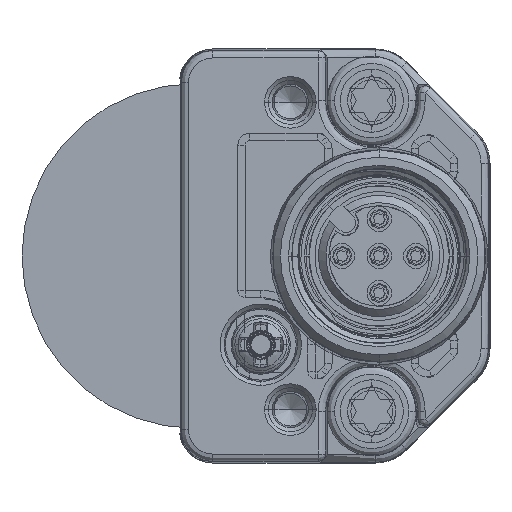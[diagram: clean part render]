
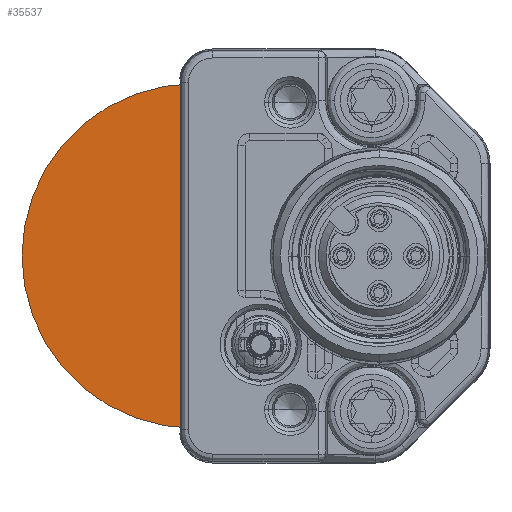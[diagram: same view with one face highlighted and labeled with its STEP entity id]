
A CAD part, left-side view. The second image highlights one B-rep face of the part: STEP entity #35537.
In plain terms, the highlighted face is planar.
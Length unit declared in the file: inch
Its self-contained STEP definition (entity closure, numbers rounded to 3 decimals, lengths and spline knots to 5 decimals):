
#35456=DIRECTION('',(1.,0.,0.));
#35457=VECTOR('',#35456,23.3);
#35458=CARTESIAN_POINT('',(-11.65,0.,0.));
#35459=LINE('',#35458,#35457);
#35460=DIRECTION('',(0.,1.,0.));
#35461=VECTOR('',#35460,1.5);
#35462=CARTESIAN_POINT('',(11.65,0.,0.));
#35463=LINE('',#35462,#35461);
#35464=CARTESIAN_POINT('',(0.,1.5,0.));
#35465=DIRECTION('',(0.,0.,1.));
#35466=DIRECTION('',(1.,0.,0.));
#35467=AXIS2_PLACEMENT_3D('',#35464,#35465,#35466);
#35469=DIRECTION('',(0.,-1.,0.));
#35470=VECTOR('',#35469,1.5);
#35471=CARTESIAN_POINT('',(-11.65,1.5,0.));
#35472=LINE('',#35471,#35470);
#35506=CARTESIAN_POINT('',(-11.65,0.,0.));
#35507=CARTESIAN_POINT('',(11.65,0.,0.));
#35508=VERTEX_POINT('',#35506);
#35509=VERTEX_POINT('',#35507);
#35510=CARTESIAN_POINT('',(11.65,1.5,0.));
#35511=VERTEX_POINT('',#35510);
#35512=CARTESIAN_POINT('',(-11.65,1.5,0.));
#35513=VERTEX_POINT('',#35512);
#35522=CARTESIAN_POINT('',(0.,0.,0.));
#35523=DIRECTION('',(0.,0.,1.));
#35524=DIRECTION('',(1.,0.,0.));
#35525=AXIS2_PLACEMENT_3D('',#35522,#35523,#35524);
#35526=PLANE('',#35525);
#35528=ORIENTED_EDGE('',*,*,#35527,.T.);
#35530=ORIENTED_EDGE('',*,*,#35529,.T.);
#35532=ORIENTED_EDGE('',*,*,#35531,.T.);
#35534=ORIENTED_EDGE('',*,*,#35533,.T.);
#35535=EDGE_LOOP('',(#35528,#35530,#35532,#35534));
#35536=FACE_OUTER_BOUND('',#35535,.F.);
#35537=ADVANCED_FACE('',(#35536),#35526,.F.);
#35468=CIRCLE('',#35467,11.65);
#35527=EDGE_CURVE('',#35508,#35509,#35459,.T.);
#35529=EDGE_CURVE('',#35509,#35511,#35463,.T.);
#35531=EDGE_CURVE('',#35511,#35513,#35468,.T.);
#35533=EDGE_CURVE('',#35513,#35508,#35472,.T.);
